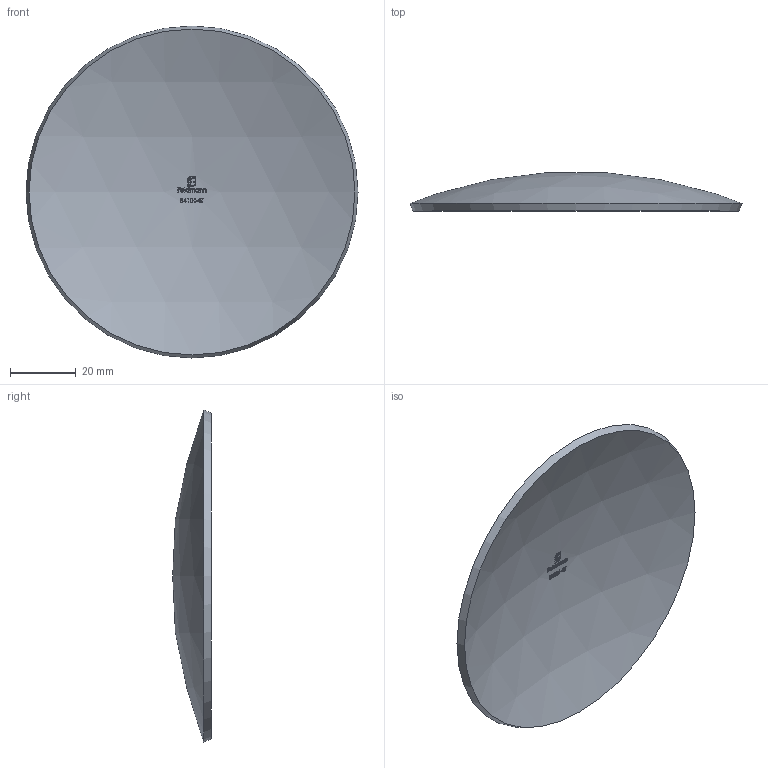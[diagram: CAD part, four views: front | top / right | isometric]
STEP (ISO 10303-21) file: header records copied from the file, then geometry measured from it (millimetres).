
FILE_DESCRIPTION (( 'STEP AP203' ), '1' );
FILE_NAME ('54101-ST.step', '2022-05-05T09:42:50', ( '' ), ( '' ), 'SwSTEP 2.0', 'SolidWorks 2018', '' );
FILE_SCHEMA (( 'CONFIG_CONTROL_DESIGN' ));
Length unit declared in the file: millimetre
Products named in the file (1): 54101-ST
Bounding box: 101 x 11.73 x 101 mm (x, y, z)
Volume: 20386.7 mm3; surface area: 17108 mm2
Topology: 1 solids, 1 shells, 246 faces, 666 edges, 444 vertices
Faces by surface type: plane 121, bspline 100, sphere 24, cone 1
Entity records: 11448 total; most frequent: CARTESIAN_POINT 5618, ORIENTED_EDGE 1330, DIRECTION 1003, EDGE_CURVE 665, VERTEX_POINT 444, AXIS2_PLACEMENT_3D 391, EDGE_LOOP 269, ADVANCED_FACE 246
